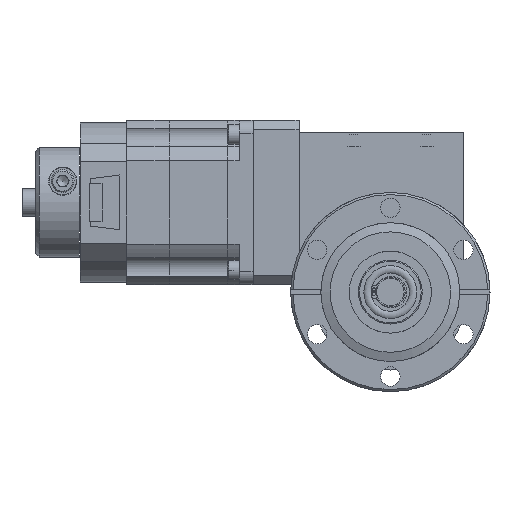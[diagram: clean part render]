
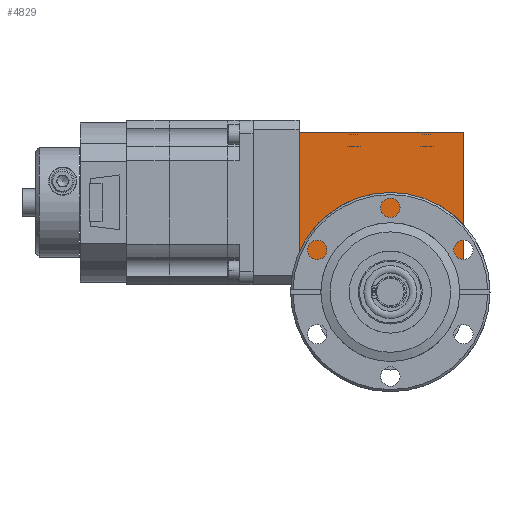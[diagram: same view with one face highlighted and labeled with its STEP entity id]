
A CAD part, front view. The second image highlights one B-rep face of the part: STEP entity #4829.
In plain terms, the highlighted planar face has unit normal (0, -1, 0).
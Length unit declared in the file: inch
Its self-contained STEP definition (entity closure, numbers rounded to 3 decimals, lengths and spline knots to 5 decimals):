
#2201 = AXIS2_PLACEMENT_3D ( 'NONE', #16133, #16145, #16146 ) ;
#2309 = CARTESIAN_POINT ( 'NONE',  ( -0.95738, 5.5975, 0.271 ) ) ;
#2325 = CARTESIAN_POINT ( 'NONE',  ( 1., 5.5975, 0.271 ) ) ;
#2357 = CARTESIAN_POINT ( 'NONE',  ( 0.95738, 5.5975, 0.271 ) ) ;
#2364 = CARTESIAN_POINT ( 'NONE',  ( -1.25, 5.5975, 2.181 ) ) ;
#2373 = CARTESIAN_POINT ( 'NONE',  ( -1.25, 5.5975, 0.271 ) ) ;
#2516 = CARTESIAN_POINT ( 'NONE',  ( 1., 5.5975, 2.181 ) ) ;
#3009 = AXIS2_PLACEMENT_3D ( 'NONE', #10716, #10718, #10719 ) ;
#4829 = ADVANCED_FACE ( 'NONE', ( #10059 ), #16144, .F. ) ;
#7117 = LINE ( 'NONE', #10213, #7160 ) ;
#7118 = LINE ( 'NONE', #10227, #7141 ) ;
#7141 = VECTOR ( 'NONE', #10226, 39.37008 ) ;
#7148 = VECTOR ( 'NONE', #10200, 39.37008 ) ;
#7156 = LINE ( 'NONE', #10221, #7148 ) ;
#7160 = VECTOR ( 'NONE', #10239, 39.37008 ) ;
#7185 = LINE ( 'NONE', #10371, #7203 ) ;
#7203 = VECTOR ( 'NONE', #10372, 39.37008 ) ;
#7274 = VECTOR ( 'NONE', #10687, 39.37008 ) ;
#7317 = CIRCLE ( 'NONE', #3009, 0.995 ) ;
#7318 = LINE ( 'NONE', #10676, #7274 ) ;
#10059 = FACE_OUTER_BOUND ( 'NONE', #11600, .T. ) ;
#10200 = DIRECTION ( 'NONE',  ( 0., 0., -1. ) ) ;
#10213 = CARTESIAN_POINT ( 'NONE',  ( -1.25, 5.5975, 2.181 ) ) ;
#10221 = CARTESIAN_POINT ( 'NONE',  ( 1., 5.5975, 2.181 ) ) ;
#10226 = DIRECTION ( 'NONE',  ( -1., 0., 0. ) ) ;
#10227 = CARTESIAN_POINT ( 'NONE',  ( 0.95738, 5.5975, 0.271 ) ) ;
#10239 = DIRECTION ( 'NONE',  ( 0., 0., 1. ) ) ;
#10371 = CARTESIAN_POINT ( 'NONE',  ( -1.25, 5.5975, 0.271 ) ) ;
#10372 = DIRECTION ( 'NONE',  ( -1., 0., 0. ) ) ;
#10676 = CARTESIAN_POINT ( 'NONE',  ( -1.25, 5.5975, 2.181 ) ) ;
#10687 = DIRECTION ( 'NONE',  ( 1., 0., 0. ) ) ;
#10716 = CARTESIAN_POINT ( 'NONE',  ( 0., 5.5975, 0. ) ) ;
#10718 = DIRECTION ( 'NONE',  ( 0., -1., 0. ) ) ;
#10719 = DIRECTION ( 'NONE',  ( 0., 0., 1. ) ) ;
#11600 = EDGE_LOOP ( 'NONE', ( #17740, #17654, #17760, #17718, #17677, #17731 ) ) ;
#12497 = EDGE_CURVE ( 'NONE', #15173, #15176, #7118, .T. ) ;
#12500 = EDGE_CURVE ( 'NONE', #15185, #15180, #7117, .T. ) ;
#12501 = EDGE_CURVE ( 'NONE', #15233, #15173, #7156, .T. ) ;
#12541 = EDGE_CURVE ( 'NONE', #15198, #15185, #7185, .T. ) ;
#12595 = EDGE_CURVE ( 'NONE', #15180, #15233, #7318, .T. ) ;
#12621 = EDGE_CURVE ( 'NONE', #15176, #15198, #7317, .T. ) ;
#15173 = VERTEX_POINT ( 'NONE', #2325 ) ;
#15176 = VERTEX_POINT ( 'NONE', #2357 ) ;
#15180 = VERTEX_POINT ( 'NONE', #2364 ) ;
#15185 = VERTEX_POINT ( 'NONE', #2373 ) ;
#15198 = VERTEX_POINT ( 'NONE', #2309 ) ;
#15233 = VERTEX_POINT ( 'NONE', #2516 ) ;
#16133 = CARTESIAN_POINT ( 'NONE',  ( 0., 5.5975, 0. ) ) ;
#16144 = PLANE ( 'NONE',  #2201 ) ;
#16145 = DIRECTION ( 'NONE',  ( 0., 1., 0. ) ) ;
#16146 = DIRECTION ( 'NONE',  ( 0., 0., 1. ) ) ;
#17654 = ORIENTED_EDGE ( 'NONE', *, *, #12541, .F. ) ;
#17677 = ORIENTED_EDGE ( 'NONE', *, *, #12501, .F. ) ;
#17718 = ORIENTED_EDGE ( 'NONE', *, *, #12497, .F. ) ;
#17731 = ORIENTED_EDGE ( 'NONE', *, *, #12595, .F. ) ;
#17740 = ORIENTED_EDGE ( 'NONE', *, *, #12500, .F. ) ;
#17760 = ORIENTED_EDGE ( 'NONE', *, *, #12621, .F. ) ;
